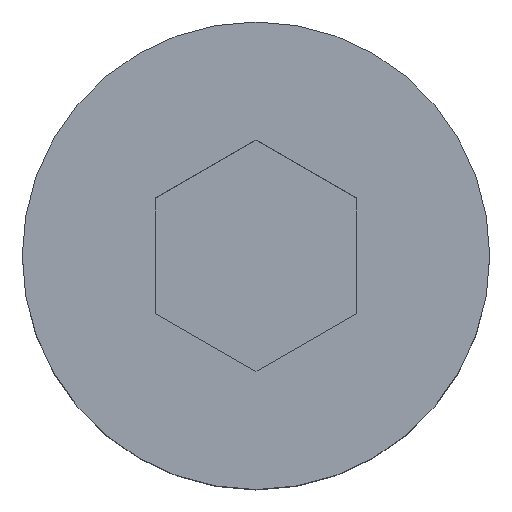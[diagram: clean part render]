
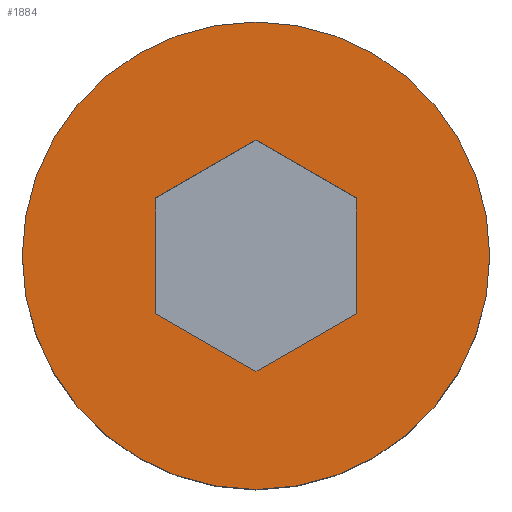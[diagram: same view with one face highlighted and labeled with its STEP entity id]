
A CAD part, top view. The second image highlights one B-rep face of the part: STEP entity #1884.
In plain terms, the highlighted planar face has unit normal (0, 0, 1).
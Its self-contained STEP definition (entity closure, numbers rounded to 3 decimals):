
#15=FACE_BOUND('',#230,.T.);
#25=PLANE('',#2003);
#128=FACE_OUTER_BOUND('',#229,.T.);
#229=EDGE_LOOP('',(#1684));
#230=EDGE_LOOP('',(#1685,#1686,#1687,#1688,#1689,#1690));
#237=CIRCLE('',#2001,3.5);
#505=LINE('',#8084,#610);
#509=LINE('',#8092,#614);
#512=LINE('',#8098,#617);
#515=LINE('',#8104,#620);
#518=LINE('',#8110,#623);
#521=LINE('',#8115,#626);
#610=VECTOR('',#2281,10.);
#614=VECTOR('',#2287,10.);
#617=VECTOR('',#2292,10.);
#620=VECTOR('',#2297,10.);
#623=VECTOR('',#2302,10.);
#626=VECTOR('',#2307,10.);
#809=VERTEX_POINT('',#8082);
#810=VERTEX_POINT('',#8083);
#813=VERTEX_POINT('',#8091);
#815=VERTEX_POINT('',#8097);
#817=VERTEX_POINT('',#8103);
#819=VERTEX_POINT('',#8109);
#821=VERTEX_POINT('',#8119);
#1093=EDGE_CURVE('',#809,#810,#505,.T.);
#1097=EDGE_CURVE('',#813,#809,#509,.T.);
#1100=EDGE_CURVE('',#815,#813,#512,.T.);
#1103=EDGE_CURVE('',#817,#815,#515,.T.);
#1106=EDGE_CURVE('',#819,#817,#518,.T.);
#1109=EDGE_CURVE('',#810,#819,#521,.T.);
#1111=EDGE_CURVE('',#821,#821,#237,.T.);
#1684=ORIENTED_EDGE('',*,*,#1111,.T.);
#1685=ORIENTED_EDGE('',*,*,#1093,.T.);
#1686=ORIENTED_EDGE('',*,*,#1109,.T.);
#1687=ORIENTED_EDGE('',*,*,#1106,.T.);
#1688=ORIENTED_EDGE('',*,*,#1103,.T.);
#1689=ORIENTED_EDGE('',*,*,#1100,.T.);
#1690=ORIENTED_EDGE('',*,*,#1097,.T.);
#1884=ADVANCED_FACE('',(#128,#15),#25,.T.);
#2001=AXIS2_PLACEMENT_3D('',#8120,#2313,#2314);
#2003=AXIS2_PLACEMENT_3D('',#8124,#2318,#2319);
#2281=DIRECTION('',(0.866,-0.5,0.));
#2287=DIRECTION('',(0.866,0.5,0.));
#2292=DIRECTION('',(0.,1.,0.));
#2297=DIRECTION('',(-0.866,0.5,0.));
#2302=DIRECTION('',(-0.866,-0.5,0.));
#2307=DIRECTION('',(0.,-1.,0.));
#2313=DIRECTION('center_axis',(0.,0.,1.));
#2314=DIRECTION('ref_axis',(1.,0.,0.));
#2318=DIRECTION('center_axis',(0.,0.,1.));
#2319=DIRECTION('ref_axis',(1.,0.,0.));
#8082=CARTESIAN_POINT('',(0.,1.732,4.));
#8083=CARTESIAN_POINT('',(1.5,0.866,4.));
#8084=CARTESIAN_POINT('',(0.375,1.516,4.));
#8091=CARTESIAN_POINT('',(-1.5,0.866,4.));
#8092=CARTESIAN_POINT('',(-1.125,1.083,4.));
#8097=CARTESIAN_POINT('',(-1.5,-0.866,4.));
#8098=CARTESIAN_POINT('',(-1.5,-0.433,4.));
#8103=CARTESIAN_POINT('',(0.,-1.732,4.));
#8104=CARTESIAN_POINT('',(-0.375,-1.516,4.));
#8109=CARTESIAN_POINT('',(1.5,-0.866,4.));
#8110=CARTESIAN_POINT('',(1.125,-1.083,4.));
#8115=CARTESIAN_POINT('',(1.5,0.433,4.));
#8119=CARTESIAN_POINT('',(-3.5,0.,4.));
#8120=CARTESIAN_POINT('Origin',(0.,0.,4.));
#8124=CARTESIAN_POINT('Origin',(0.,0.,4.));
